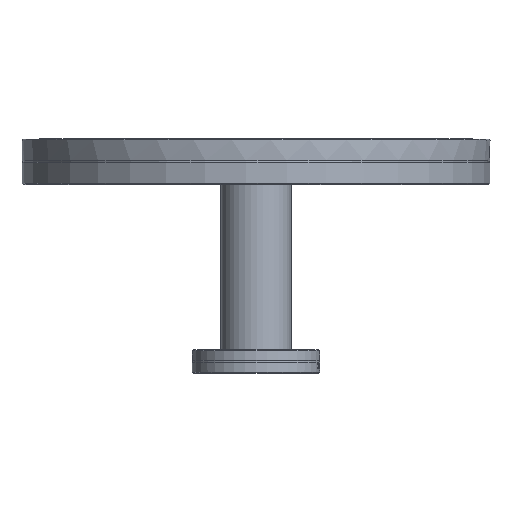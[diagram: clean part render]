
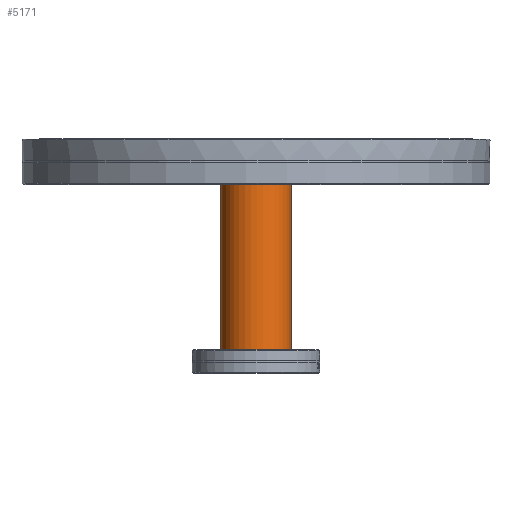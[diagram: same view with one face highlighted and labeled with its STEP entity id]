
A CAD part, top view. The second image highlights one B-rep face of the part: STEP entity #5171.
In plain terms, the highlighted cylindrical face has radius 19.05 mm (diameter 38.1 mm), a full revolution.
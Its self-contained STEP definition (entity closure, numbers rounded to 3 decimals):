
#1148=FACE_BOUND('',#1973,.T.);
#1463=FACE_OUTER_BOUND('',#1972,.T.);
#1972=EDGE_LOOP('',(#4790));
#1973=EDGE_LOOP('',(#4791));
#2232=CIRCLE('',#5792,19.05);
#2233=CIRCLE('',#5793,19.05);
#2739=VERTEX_POINT('',#22366);
#2740=VERTEX_POINT('',#22368);
#3424=EDGE_CURVE('',#2739,#2739,#2232,.T.);
#3425=EDGE_CURVE('',#2740,#2740,#2233,.T.);
#4790=ORIENTED_EDGE('',*,*,#3424,.F.);
#4791=ORIENTED_EDGE('',*,*,#3425,.F.);
#4858=CYLINDRICAL_SURFACE('',#5791,19.05);
#5171=ADVANCED_FACE('',(#1463,#1148),#4858,.T.);
#5791=AXIS2_PLACEMENT_3D('',#22365,#7033,#7034);
#5792=AXIS2_PLACEMENT_3D('',#22367,#7035,#7036);
#5793=AXIS2_PLACEMENT_3D('',#22369,#7037,#7038);
#7033=DIRECTION('center_axis',(0.,0.,1.));
#7034=DIRECTION('ref_axis',(-1.,0.,0.));
#7035=DIRECTION('center_axis',(0.,0.,1.));
#7036=DIRECTION('ref_axis',(-1.,0.,0.));
#7037=DIRECTION('center_axis',(0.,0.,-1.));
#7038=DIRECTION('ref_axis',(-1.,0.,0.));
#22365=CARTESIAN_POINT('Origin',(0.,0.,0.));
#22366=CARTESIAN_POINT('',(19.05,0.,120.53));
#22367=CARTESIAN_POINT('Origin',(0.,0.,120.53));
#22368=CARTESIAN_POINT('',(19.05,0.,0.));
#22369=CARTESIAN_POINT('Origin',(0.,0.,0.));
